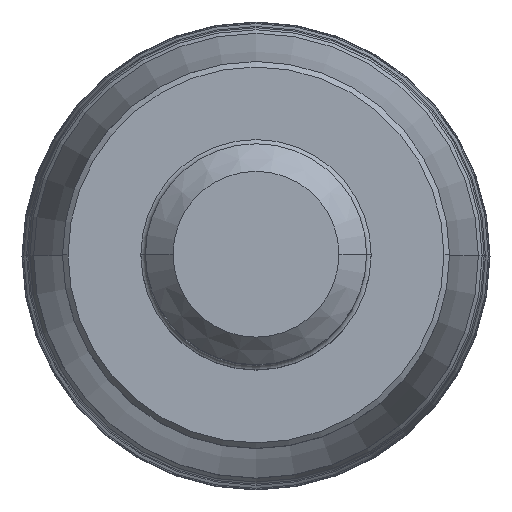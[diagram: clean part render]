
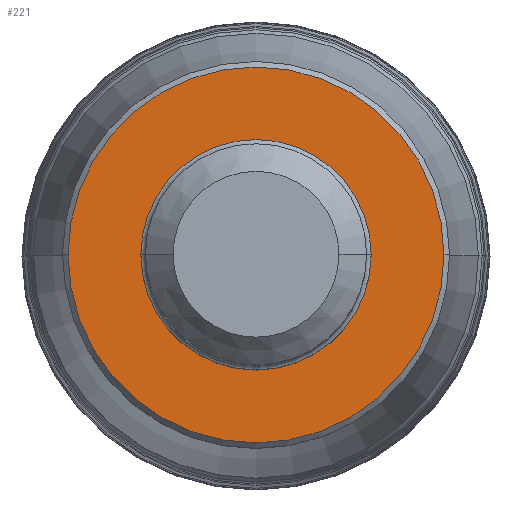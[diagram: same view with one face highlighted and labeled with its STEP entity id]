
A CAD part, top view. The second image highlights one B-rep face of the part: STEP entity #221.
In plain terms, the highlighted planar face has unit normal (0, 0, 1).
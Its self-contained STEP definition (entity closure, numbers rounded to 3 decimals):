
#56=PLANE('',#2008);
#63=FACE_BOUND('',#460,.T.);
#64=FACE_BOUND('',#461,.T.);
#221=ADVANCED_FACE('',(#63,#64),#56,.T.);
#460=EDGE_LOOP('',(#851,#852,#853,#854));
#461=EDGE_LOOP('',(#855,#856));
#851=ORIENTED_EDGE('',*,*,#1263,.F.);
#852=ORIENTED_EDGE('',*,*,#1262,.T.);
#853=ORIENTED_EDGE('',*,*,#1264,.F.);
#854=ORIENTED_EDGE('',*,*,#1265,.T.);
#855=ORIENTED_EDGE('',*,*,#1266,.F.);
#856=ORIENTED_EDGE('',*,*,#1267,.F.);
#1049=VERTEX_POINT('',#3788);
#1050=VERTEX_POINT('',#3790);
#1051=VERTEX_POINT('',#3792);
#1052=VERTEX_POINT('',#3796);
#1053=VERTEX_POINT('',#3799);
#1054=VERTEX_POINT('',#3800);
#1262=EDGE_CURVE('',#1051,#1050,#1518,.T.);
#1263=EDGE_CURVE('',#1051,#1049,#1519,.T.);
#1264=EDGE_CURVE('',#1052,#1050,#1520,.T.);
#1265=EDGE_CURVE('',#1052,#1049,#1521,.T.);
#1266=EDGE_CURVE('',#1053,#1054,#1522,.T.);
#1267=EDGE_CURVE('',#1054,#1053,#1523,.T.);
#1518=CIRCLE('',#2001,10.2);
#1519=CIRCLE('',#2002,10.2);
#1520=CIRCLE('',#2004,10.2);
#1521=CIRCLE('',#2005,10.2);
#1522=CIRCLE('',#2006,6.25);
#1523=CIRCLE('',#2007,6.25);
#2001=AXIS2_PLACEMENT_3D('',#3791,#2511,#2512);
#2002=AXIS2_PLACEMENT_3D('',#3793,#2513,#2514);
#2004=AXIS2_PLACEMENT_3D('',#3795,#2517,#2518);
#2005=AXIS2_PLACEMENT_3D('',#3797,#2519,#2520);
#2006=AXIS2_PLACEMENT_3D('',#3798,#2521,#2522);
#2007=AXIS2_PLACEMENT_3D('',#3801,#2523,#2524);
#2008=AXIS2_PLACEMENT_3D('',#3802,#2525,#2526);
#2511=DIRECTION('',(0.,0.,1.));
#2512=DIRECTION('',(1.,-0.001,0.));
#2513=DIRECTION('',(0.,0.,-1.));
#2514=DIRECTION('',(1.,-0.001,0.));
#2517=DIRECTION('',(0.,0.,-1.));
#2518=DIRECTION('',(-1.,0.001,0.));
#2519=DIRECTION('',(0.,0.,1.));
#2520=DIRECTION('',(-1.,0.001,0.));
#2521=DIRECTION('',(0.,0.,1.));
#2522=DIRECTION('',(-1.,0.,0.));
#2523=DIRECTION('',(0.,0.,1.));
#2524=DIRECTION('',(1.,0.,0.));
#2525=DIRECTION('',(0.,0.,1.));
#2526=DIRECTION('',(-1.,0.,0.));
#3788=CARTESIAN_POINT('',(-10.2,0.,0.));
#3790=CARTESIAN_POINT('',(10.2,0.,0.));
#3791=CARTESIAN_POINT('',(0.,0.,0.));
#3792=CARTESIAN_POINT('',(10.2,-0.012,0.));
#3793=CARTESIAN_POINT('',(0.,0.,0.));
#3795=CARTESIAN_POINT('',(0.,0.,0.));
#3796=CARTESIAN_POINT('',(-10.2,0.012,0.));
#3797=CARTESIAN_POINT('',(0.,0.,0.));
#3798=CARTESIAN_POINT('',(0.,0.,0.));
#3799=CARTESIAN_POINT('',(-6.25,0.,0.));
#3800=CARTESIAN_POINT('',(6.25,0.,0.));
#3801=CARTESIAN_POINT('',(0.,0.,0.));
#3802=CARTESIAN_POINT('',(0.,0.,0.));
